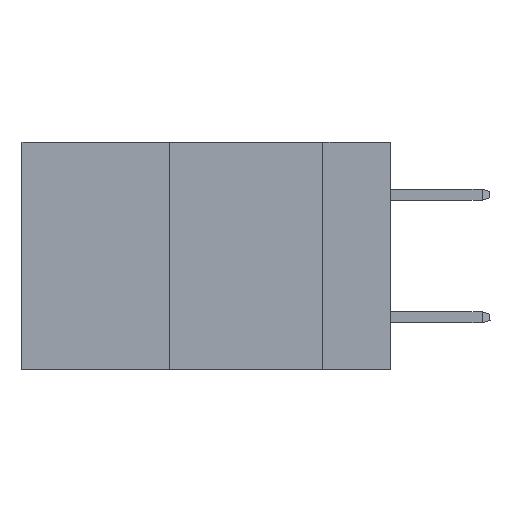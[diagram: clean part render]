
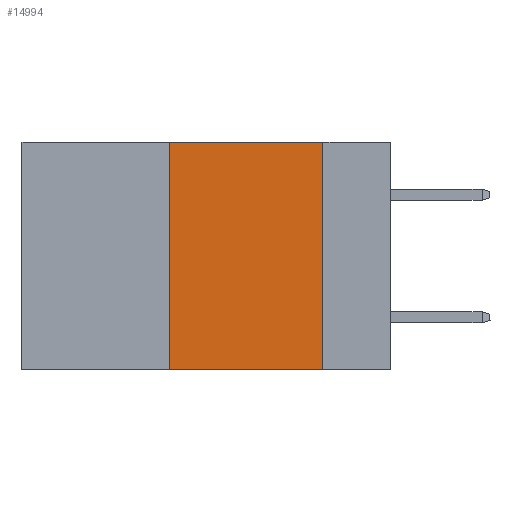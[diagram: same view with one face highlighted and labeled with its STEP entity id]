
A CAD part, left-side view. The second image highlights one B-rep face of the part: STEP entity #14994.
In plain terms, the highlighted planar face has unit normal (-1, 0, 0).
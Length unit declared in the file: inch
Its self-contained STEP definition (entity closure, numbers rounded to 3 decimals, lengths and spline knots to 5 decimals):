
#212 = CARTESIAN_POINT ( 'NONE',  ( 0., 0.11, -0.37 ) ) ;
#583 = EDGE_LOOP ( 'NONE', ( #9886, #6268, #17960, #22527 ) ) ;
#1259 = LINE ( 'NONE', #16507, #23638 ) ;
#1915 = DIRECTION ( 'NONE',  ( 0., 0., 1. ) ) ;
#4270 = EDGE_CURVE ( 'NONE', #32296, #13205, #4412, .T. ) ;
#4412 = LINE ( 'NONE', #31723, #19040 ) ;
#6268 = ORIENTED_EDGE ( 'NONE', *, *, #29303, .F. ) ;
#7455 = AXIS2_PLACEMENT_3D ( 'NONE', #34555, #17260, #37432 ) ;
#9886 = ORIENTED_EDGE ( 'NONE', *, *, #18835, .F. ) ;
#10853 = VERTEX_POINT ( 'NONE', #21633 ) ;
#11123 = CARTESIAN_POINT ( 'NONE',  ( 0., 0.11, 0. ) ) ;
#12317 = VECTOR ( 'NONE', #14059, 39.37008 ) ;
#12793 = LINE ( 'NONE', #15305, #28234 ) ;
#13205 = VERTEX_POINT ( 'NONE', #212 ) ;
#14059 = DIRECTION ( 'NONE',  ( 0., 0., -1. ) ) ;
#14994 = ADVANCED_FACE ( 'NONE', ( #27602 ), #22990, .F. ) ;
#15177 = DIRECTION ( 'NONE',  ( 0., -1., 0. ) ) ;
#15305 = CARTESIAN_POINT ( 'NONE',  ( 0., 0.6, 0. ) ) ;
#16507 = CARTESIAN_POINT ( 'NONE',  ( 0., 0.36, 0. ) ) ;
#17260 = DIRECTION ( 'NONE',  ( 1., 0., 0. ) ) ;
#17960 = ORIENTED_EDGE ( 'NONE', *, *, #30253, .F. ) ;
#18835 = EDGE_CURVE ( 'NONE', #30702, #13205, #27794, .T. ) ;
#19040 = VECTOR ( 'NONE', #28949, 39.37008 ) ;
#21633 = CARTESIAN_POINT ( 'NONE',  ( 0., 0.36, 0. ) ) ;
#22527 = ORIENTED_EDGE ( 'NONE', *, *, #4270, .T. ) ;
#22990 = PLANE ( 'NONE',  #7455 ) ;
#23638 = VECTOR ( 'NONE', #1915, 39.37008 ) ;
#27602 = FACE_OUTER_BOUND ( 'NONE', #583, .T. ) ;
#27794 = LINE ( 'NONE', #11123, #12317 ) ;
#28234 = VECTOR ( 'NONE', #15177, 39.37008 ) ;
#28689 = CARTESIAN_POINT ( 'NONE',  ( 0., 0.36, -0.37 ) ) ;
#28949 = DIRECTION ( 'NONE',  ( 0., -1., 0. ) ) ;
#29303 = EDGE_CURVE ( 'NONE', #10853, #30702, #12793, .T. ) ;
#29926 = CARTESIAN_POINT ( 'NONE',  ( 0., 0.11, 0. ) ) ;
#30253 = EDGE_CURVE ( 'NONE', #32296, #10853, #1259, .T. ) ;
#30702 = VERTEX_POINT ( 'NONE', #29926 ) ;
#31723 = CARTESIAN_POINT ( 'NONE',  ( 0., 0.6, -0.37 ) ) ;
#32296 = VERTEX_POINT ( 'NONE', #28689 ) ;
#34555 = CARTESIAN_POINT ( 'NONE',  ( 0., 0.6, 0. ) ) ;
#37432 = DIRECTION ( 'NONE',  ( 0., 0., -1. ) ) ;
